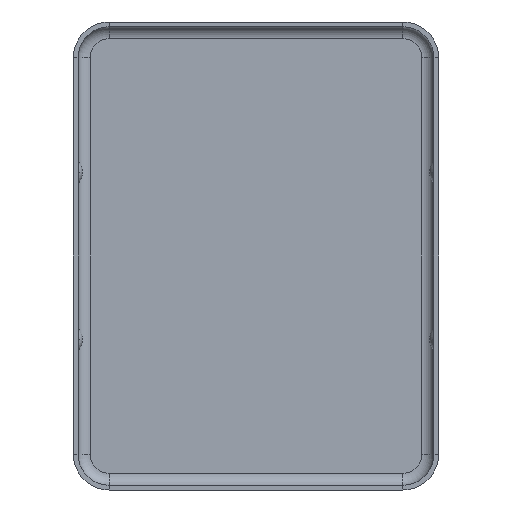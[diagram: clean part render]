
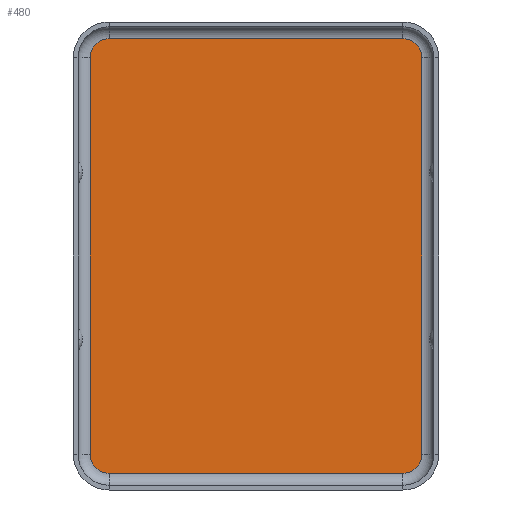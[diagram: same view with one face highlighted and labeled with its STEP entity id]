
A CAD part, front view. The second image highlights one B-rep face of the part: STEP entity #480.
In plain terms, the highlighted planar face has unit normal (0, -1, 0).
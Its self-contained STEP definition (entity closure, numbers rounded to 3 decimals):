
#4 = EDGE_CURVE ( 'NONE', #971, #151, #1237, .T. ) ;
#22 = DIRECTION ( 'NONE',  ( -1., 0., 0. ) ) ;
#58 = EDGE_CURVE ( 'NONE', #767, #1548, #656, .T. ) ;
#71 = ORIENTED_EDGE ( 'NONE', *, *, #1615, .F. ) ;
#97 = FACE_OUTER_BOUND ( 'NONE', #1256, .T. ) ;
#111 = PLANE ( 'NONE',  #1591 ) ;
#125 = CIRCLE ( 'NONE', #1250, 0.8 ) ;
#151 = VERTEX_POINT ( 'NONE', #911 ) ;
#159 = CARTESIAN_POINT ( 'NONE',  ( 6.15, 0., 9.1 ) ) ;
#169 = VECTOR ( 'NONE', #868, 1000. ) ;
#173 = DIRECTION ( 'NONE',  ( 0., 0., -1. ) ) ;
#201 = VERTEX_POINT ( 'NONE', #711 ) ;
#213 = CARTESIAN_POINT ( 'NONE',  ( -6.95, 0., 0. ) ) ;
#230 = EDGE_CURVE ( 'NONE', #793, #1548, #125, .T. ) ;
#239 = DIRECTION ( 'NONE',  ( -1., 0., 0. ) ) ;
#269 = CIRCLE ( 'NONE', #400, 0.8 ) ;
#286 = CARTESIAN_POINT ( 'NONE',  ( 6.15, 0., -8.3 ) ) ;
#292 = CARTESIAN_POINT ( 'NONE',  ( 6.15, 0., 8.3 ) ) ;
#346 = CARTESIAN_POINT ( 'NONE',  ( 6.95, 0., 8.3 ) ) ;
#400 = AXIS2_PLACEMENT_3D ( 'NONE', #286, #799, #826 ) ;
#464 = AXIS2_PLACEMENT_3D ( 'NONE', #292, #654, #1155 ) ;
#480 = ADVANCED_FACE ( 'NONE', ( #97 ), #111, .T. ) ;
#501 = VECTOR ( 'NONE', #1186, 1000. ) ;
#544 = CARTESIAN_POINT ( 'NONE',  ( 6.95, 0., -8.3 ) ) ;
#552 = CARTESIAN_POINT ( 'NONE',  ( -6.15, 0., 8.3 ) ) ;
#625 = ORIENTED_EDGE ( 'NONE', *, *, #1526, .F. ) ;
#645 = CARTESIAN_POINT ( 'NONE',  ( 6.15, 0., -9.1 ) ) ;
#654 = DIRECTION ( 'NONE',  ( 0., -1., 0. ) ) ;
#656 = LINE ( 'NONE', #883, #1067 ) ;
#711 = CARTESIAN_POINT ( 'NONE',  ( -6.95, 0., -8.3 ) ) ;
#727 = CARTESIAN_POINT ( 'NONE',  ( -6.15, 0., -8.3 ) ) ;
#741 = CARTESIAN_POINT ( 'NONE',  ( 6.15, 0., -8.3 ) ) ;
#767 = VERTEX_POINT ( 'NONE', #159 ) ;
#785 = EDGE_CURVE ( 'NONE', #793, #201, #853, .T. ) ;
#793 = VERTEX_POINT ( 'NONE', #1342 ) ;
#797 = VERTEX_POINT ( 'NONE', #346 ) ;
#799 = DIRECTION ( 'NONE',  ( 0., 1., 0. ) ) ;
#826 = DIRECTION ( 'NONE',  ( 0., 0., 1. ) ) ;
#839 = LINE ( 'NONE', #1320, #501 ) ;
#846 = DIRECTION ( 'NONE',  ( 0., 0., -1. ) ) ;
#853 = LINE ( 'NONE', #213, #169 ) ;
#854 = DIRECTION ( 'NONE',  ( 0., -1., 0. ) ) ;
#868 = DIRECTION ( 'NONE',  ( 0., 0., -1. ) ) ;
#883 = CARTESIAN_POINT ( 'NONE',  ( 6.15, 0., 9.1 ) ) ;
#911 = CARTESIAN_POINT ( 'NONE',  ( -6.15, 0., -9.1 ) ) ;
#933 = EDGE_CURVE ( 'NONE', #201, #151, #1143, .T. ) ;
#944 = DIRECTION ( 'NONE',  ( 0., 1., 0. ) ) ;
#971 = VERTEX_POINT ( 'NONE', #645 ) ;
#1034 = EDGE_CURVE ( 'NONE', #797, #767, #1169, .T. ) ;
#1067 = VECTOR ( 'NONE', #22, 1000. ) ;
#1072 = CARTESIAN_POINT ( 'NONE',  ( -6.15, 0., 9.1 ) ) ;
#1108 = CARTESIAN_POINT ( 'NONE',  ( 6.15, 0., -9.1 ) ) ;
#1143 = CIRCLE ( 'NONE', #1332, 0.8 ) ;
#1146 = VECTOR ( 'NONE', #239, 1000. ) ;
#1155 = DIRECTION ( 'NONE',  ( 0., 0., -1. ) ) ;
#1169 = CIRCLE ( 'NONE', #464, 0.8 ) ;
#1186 = DIRECTION ( 'NONE',  ( 0., 0., -1. ) ) ;
#1208 = DIRECTION ( 'NONE',  ( 0., 0., 1. ) ) ;
#1209 = ORIENTED_EDGE ( 'NONE', *, *, #933, .T. ) ;
#1237 = LINE ( 'NONE', #1108, #1146 ) ;
#1240 = DIRECTION ( 'NONE',  ( 0., -1., 0. ) ) ;
#1250 = AXIS2_PLACEMENT_3D ( 'NONE', #552, #944, #173 ) ;
#1256 = EDGE_LOOP ( 'NONE', ( #1476, #71, #625, #1587, #1298, #1354, #1584, #1209 ) ) ;
#1298 = ORIENTED_EDGE ( 'NONE', *, *, #58, .T. ) ;
#1320 = CARTESIAN_POINT ( 'NONE',  ( 6.95, 0., 0. ) ) ;
#1332 = AXIS2_PLACEMENT_3D ( 'NONE', #727, #1240, #1208 ) ;
#1342 = CARTESIAN_POINT ( 'NONE',  ( -6.95, 0., 8.3 ) ) ;
#1354 = ORIENTED_EDGE ( 'NONE', *, *, #230, .F. ) ;
#1464 = VERTEX_POINT ( 'NONE', #544 ) ;
#1476 = ORIENTED_EDGE ( 'NONE', *, *, #4, .F. ) ;
#1526 = EDGE_CURVE ( 'NONE', #797, #1464, #839, .T. ) ;
#1548 = VERTEX_POINT ( 'NONE', #1072 ) ;
#1584 = ORIENTED_EDGE ( 'NONE', *, *, #785, .T. ) ;
#1587 = ORIENTED_EDGE ( 'NONE', *, *, #1034, .T. ) ;
#1591 = AXIS2_PLACEMENT_3D ( 'NONE', #741, #854, #846 ) ;
#1615 = EDGE_CURVE ( 'NONE', #1464, #971, #269, .T. ) ;
